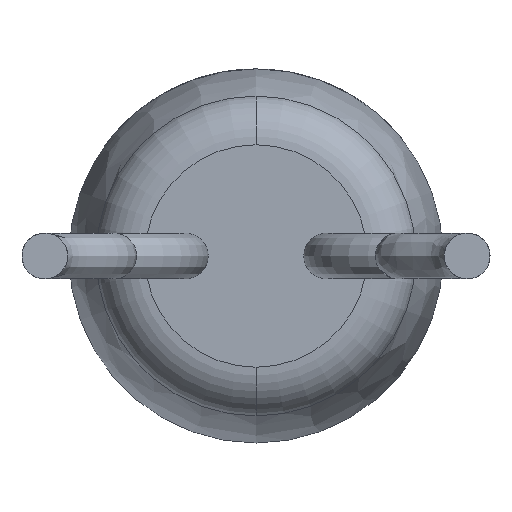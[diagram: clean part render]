
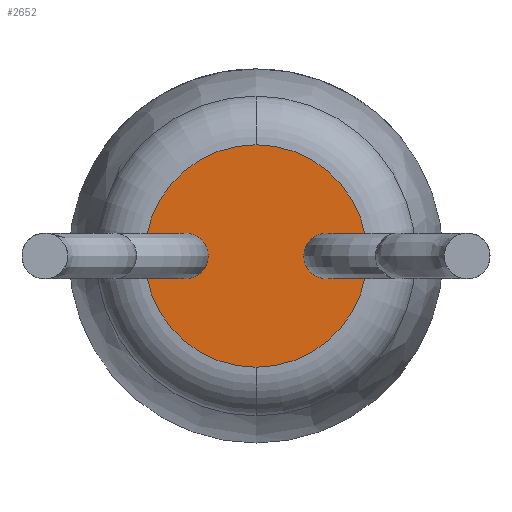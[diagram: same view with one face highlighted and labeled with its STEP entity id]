
A CAD part, front view. The second image highlights one B-rep face of the part: STEP entity #2652.
In plain terms, the highlighted planar face has unit normal (0, -1, 0).
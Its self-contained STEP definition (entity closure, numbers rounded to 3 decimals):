
#180 = CARTESIAN_POINT ( 'NONE',  ( 0., 0., 0. ) ) ;
#274 = ORIENTED_EDGE ( 'NONE', *, *, #694, .T. ) ;
#322 = CARTESIAN_POINT ( 'NONE',  ( -0.85, 0., 0.275 ) ) ;
#343 = DIRECTION ( 'NONE',  ( 0., -1., 0. ) ) ;
#573 = CARTESIAN_POINT ( 'NONE',  ( 0., 0., 0. ) ) ;
#582 = EDGE_CURVE ( 'NONE', #3516, #1957, #4729, .T. ) ;
#609 = CARTESIAN_POINT ( 'NONE',  ( 0.85, 0., 0. ) ) ;
#647 = DIRECTION ( 'NONE',  ( 0., 0., 1. ) ) ;
#648 = CARTESIAN_POINT ( 'NONE',  ( 0., 0., -1.338 ) ) ;
#694 = EDGE_CURVE ( 'NONE', #5648, #1053, #2393, .T. ) ;
#770 = CARTESIAN_POINT ( 'NONE',  ( -0.85, 0., 0. ) ) ;
#790 = DIRECTION ( 'NONE',  ( 0., 1., 0. ) ) ;
#801 = CARTESIAN_POINT ( 'NONE',  ( -0.85, 0., -0.275 ) ) ;
#1053 = VERTEX_POINT ( 'NONE', #4332 ) ;
#1258 = AXIS2_PLACEMENT_3D ( 'NONE', #609, #2807, #3690 ) ;
#1387 = ORIENTED_EDGE ( 'NONE', *, *, #1426, .F. ) ;
#1426 = EDGE_CURVE ( 'NONE', #1749, #2229, #3386, .T. ) ;
#1453 = DIRECTION ( 'NONE',  ( 0., 0., 1. ) ) ;
#1492 = CIRCLE ( 'NONE', #1933, 1.338 ) ;
#1749 = VERTEX_POINT ( 'NONE', #322 ) ;
#1883 = DIRECTION ( 'NONE',  ( 0., 0., 1. ) ) ;
#1933 = AXIS2_PLACEMENT_3D ( 'NONE', #4718, #343, #3901 ) ;
#1957 = VERTEX_POINT ( 'NONE', #3692 ) ;
#1966 = AXIS2_PLACEMENT_3D ( 'NONE', #573, #2307, #1453 ) ;
#2209 = EDGE_CURVE ( 'NONE', #1957, #3516, #1492, .T. ) ;
#2229 = VERTEX_POINT ( 'NONE', #801 ) ;
#2303 = EDGE_LOOP ( 'NONE', ( #1387, #3965 ) ) ;
#2307 = DIRECTION ( 'NONE',  ( 0., -1., 0. ) ) ;
#2343 = DIRECTION ( 'NONE',  ( 0., -1., 0. ) ) ;
#2369 = PLANE ( 'NONE',  #3164 ) ;
#2393 = CIRCLE ( 'NONE', #1258, 0.275 ) ;
#2403 = AXIS2_PLACEMENT_3D ( 'NONE', #770, #5123, #2514 ) ;
#2514 = DIRECTION ( 'NONE',  ( 0., 0., 1. ) ) ;
#2652 = ADVANCED_FACE ( 'NONE', ( #5416, #3364, #5265 ), #2369, .F. ) ;
#2807 = DIRECTION ( 'NONE',  ( 0., 1., 0. ) ) ;
#2827 = DIRECTION ( 'NONE',  ( 0., 1., 0. ) ) ;
#2929 = CIRCLE ( 'NONE', #4347, 0.275 ) ;
#2968 = ORIENTED_EDGE ( 'NONE', *, *, #582, .T. ) ;
#2999 = CARTESIAN_POINT ( 'NONE',  ( 0.85, 0., 0. ) ) ;
#3125 = CARTESIAN_POINT ( 'NONE',  ( 0.85, 0., 0.275 ) ) ;
#3164 = AXIS2_PLACEMENT_3D ( 'NONE', #180, #2827, #647 ) ;
#3340 = ORIENTED_EDGE ( 'NONE', *, *, #5457, .T. ) ;
#3364 = FACE_OUTER_BOUND ( 'NONE', #4805, .T. ) ;
#3386 = CIRCLE ( 'NONE', #5550, 0.275 ) ;
#3516 = VERTEX_POINT ( 'NONE', #648 ) ;
#3546 = ORIENTED_EDGE ( 'NONE', *, *, #2209, .T. ) ;
#3607 = CARTESIAN_POINT ( 'NONE',  ( -0.85, 0., 0. ) ) ;
#3690 = DIRECTION ( 'NONE',  ( 0., 0., -1. ) ) ;
#3692 = CARTESIAN_POINT ( 'NONE',  ( 0., 0., 1.338 ) ) ;
#3901 = DIRECTION ( 'NONE',  ( 0., 0., 1. ) ) ;
#3965 = ORIENTED_EDGE ( 'NONE', *, *, #5425, .F. ) ;
#4099 = CIRCLE ( 'NONE', #2403, 0.275 ) ;
#4332 = CARTESIAN_POINT ( 'NONE',  ( 0.85, 0., -0.275 ) ) ;
#4347 = AXIS2_PLACEMENT_3D ( 'NONE', #2999, #790, #4665 ) ;
#4665 = DIRECTION ( 'NONE',  ( 0., 0., -1. ) ) ;
#4718 = CARTESIAN_POINT ( 'NONE',  ( 0., 0., 0. ) ) ;
#4729 = CIRCLE ( 'NONE', #1966, 1.338 ) ;
#4805 = EDGE_LOOP ( 'NONE', ( #2968, #3546 ) ) ;
#5123 = DIRECTION ( 'NONE',  ( 0., -1., 0. ) ) ;
#5265 = FACE_BOUND ( 'NONE', #2303, .T. ) ;
#5315 = EDGE_LOOP ( 'NONE', ( #274, #3340 ) ) ;
#5416 = FACE_BOUND ( 'NONE', #5315, .T. ) ;
#5425 = EDGE_CURVE ( 'NONE', #2229, #1749, #4099, .T. ) ;
#5457 = EDGE_CURVE ( 'NONE', #1053, #5648, #2929, .T. ) ;
#5550 = AXIS2_PLACEMENT_3D ( 'NONE', #3607, #2343, #1883 ) ;
#5648 = VERTEX_POINT ( 'NONE', #3125 ) ;
